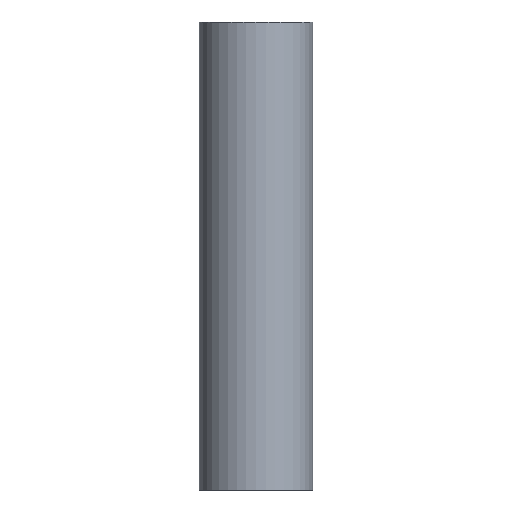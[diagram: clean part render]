
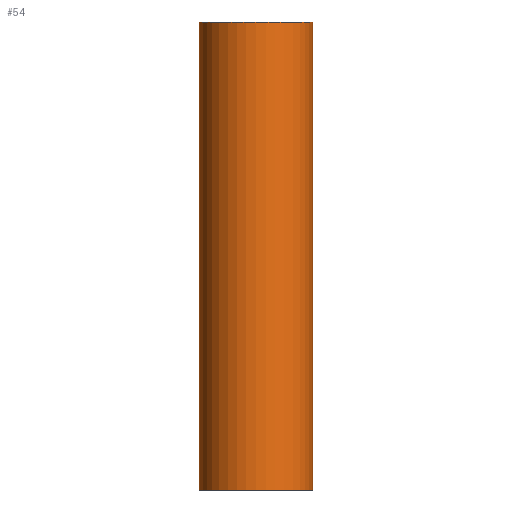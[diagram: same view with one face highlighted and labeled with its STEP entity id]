
A CAD part, front view. The second image highlights one B-rep face of the part: STEP entity #54.
In plain terms, the highlighted cylindrical face has radius 5.55 mm (diameter 11.1 mm), a full revolution.
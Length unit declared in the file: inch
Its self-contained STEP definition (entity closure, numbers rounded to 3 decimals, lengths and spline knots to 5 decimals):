
#16=FACE_BOUND($,#26,.T.);
#22=FACE_OUTER_BOUND($,#25,.T.);
#25=EDGE_LOOP($,(#45));
#26=EDGE_LOOP($,(#46));
#33=CIRCLE($,#64,0.2185);
#34=CIRCLE($,#65,0.2185);
#37=VERTEX_POINT($,#93);
#38=VERTEX_POINT($,#95);
#41=EDGE_CURVE($,#37,#37,#33,.T.);
#42=EDGE_CURVE($,#38,#38,#34,.T.);
#45=ORIENTED_EDGE($,*,*,#41,.F.);
#46=ORIENTED_EDGE($,*,*,#42,.T.);
#52=CYLINDRICAL_SURFACE($,#63,0.2185);
#54=ADVANCED_FACE($,(#22,#16),#52,.T.);
#63=AXIS2_PLACEMENT_3D($,#92,#76,#77);
#64=AXIS2_PLACEMENT_3D($,#94,#78,#79);
#65=AXIS2_PLACEMENT_3D($,#96,#80,#81);
#76=DIRECTION('center_axis',(0.,0.,-1.));
#77=DIRECTION('ref_axis',(-1.,0.,0.));
#78=DIRECTION('center_axis',(0.,0.,-1.));
#79=DIRECTION('ref_axis',(-1.,0.,0.));
#80=DIRECTION('center_axis',(0.,0.,-1.));
#81=DIRECTION('ref_axis',(-1.,0.,0.));
#92=CARTESIAN_POINT('Origin',(0.,0.,0.));
#93=CARTESIAN_POINT('',(0.2185,0.,-1.8));
#94=CARTESIAN_POINT('Origin',(0.,0.,-1.8));
#95=CARTESIAN_POINT('',(0.2185,0.,0.));
#96=CARTESIAN_POINT('Origin',(0.,0.,0.));
